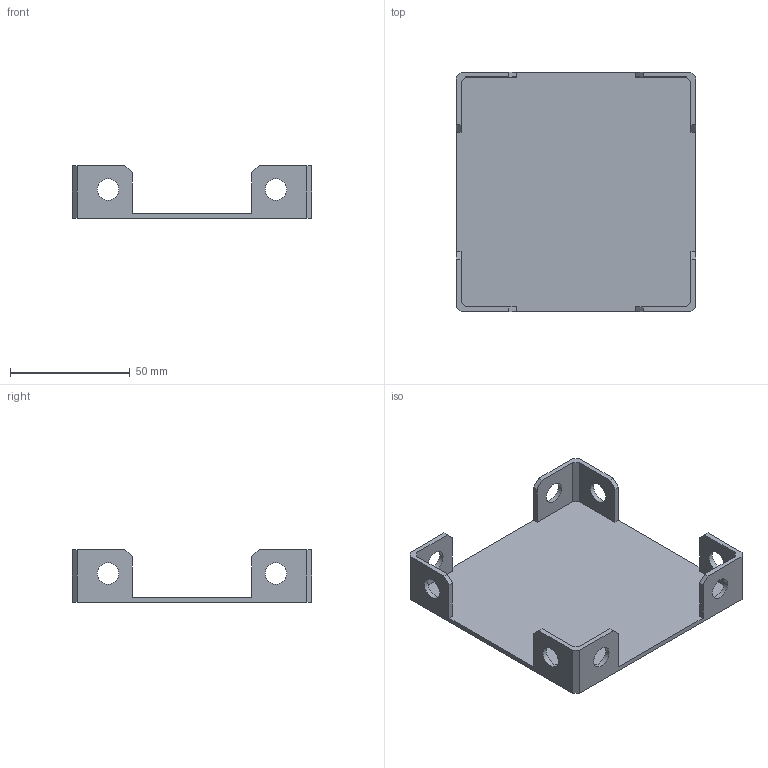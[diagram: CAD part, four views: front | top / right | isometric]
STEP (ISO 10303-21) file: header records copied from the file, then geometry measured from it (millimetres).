
FILE_DESCRIPTION(('STEP AP242'), '1');
FILE_NAME('Äåòàëü Äíî 15 ñì v4', '', ('UNSPECIFIED'), ('UNSPECIFIED'), 'C3D Converter', 'C3D Toolkit', '');
FILE_SCHEMA(('AP242_MANAGED_MODEL_BASED_3D_ENGINEERING_MIM_LF { 1 0 10303 442 1 1 4 }'));
Length unit declared in the file: millimetre
Bounding box: 100 x 100 x 22 mm (x, y, z)
Volume: 26574.1 mm3; surface area: 27921.6 mm2
Topology: 1 solids, 1 shells, 50 faces, 144 edges, 96 vertices
Faces by surface type: plane 42, cylinder 8
Full cylindrical faces by diameter (mm): 9 x8
Entity records: 1651 total; most frequent: CARTESIAN_POINT 283, ORIENTED_EDGE 272, DIRECTION 254, EDGE_CURVE 136, LINE 120, VECTOR 120, VERTEX_POINT 96, EDGE_LOOP 74
